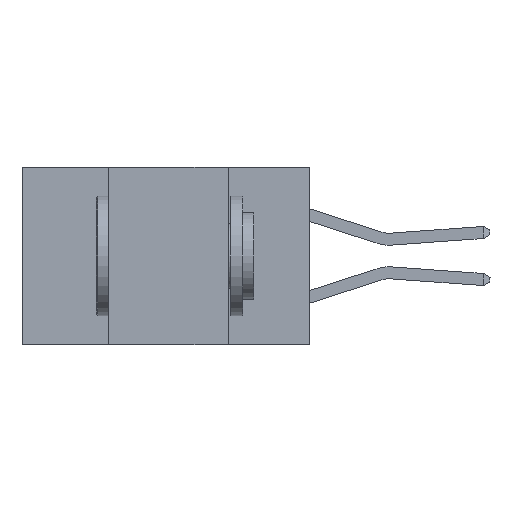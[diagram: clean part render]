
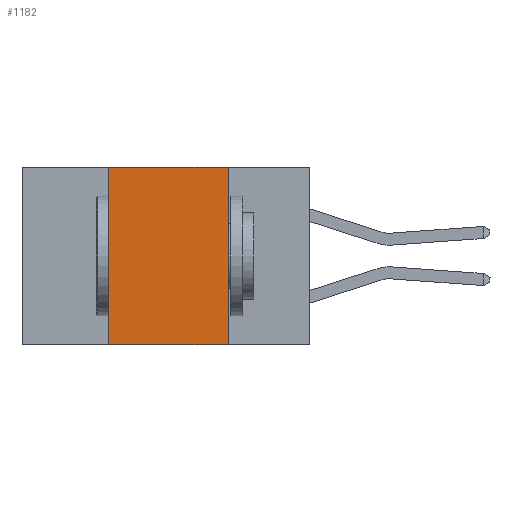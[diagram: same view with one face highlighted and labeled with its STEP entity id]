
A CAD part, left-side view. The second image highlights one B-rep face of the part: STEP entity #1182.
In plain terms, the highlighted planar face has unit normal (-1, 0, 0).
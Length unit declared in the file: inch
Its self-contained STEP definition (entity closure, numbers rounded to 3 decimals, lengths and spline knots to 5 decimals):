
#118 = ORIENTED_EDGE ( 'NONE', *, *, #6962, .F. ) ;
#187 = PLANE ( 'NONE',  #5963 ) ;
#292 = CARTESIAN_POINT ( 'NONE',  ( 0., 0.6, 0. ) ) ;
#570 = EDGE_CURVE ( 'NONE', #1425, #6051, #3373, .T. ) ;
#753 = LINE ( 'NONE', #7626, #4714 ) ;
#924 = VECTOR ( 'NONE', #3885, 39.37008 ) ;
#998 = VERTEX_POINT ( 'NONE', #9126 ) ;
#1182 = ADVANCED_FACE ( 'NONE', ( #1242 ), #187, .F. ) ;
#1242 = FACE_OUTER_BOUND ( 'NONE', #8979, .T. ) ;
#1252 = VECTOR ( 'NONE', #1537, 39.37008 ) ;
#1404 = EDGE_CURVE ( 'NONE', #998, #5171, #753, .T. ) ;
#1425 = VERTEX_POINT ( 'NONE', #5773 ) ;
#1537 = DIRECTION ( 'NONE',  ( 0., -1., 0. ) ) ;
#1544 = ORIENTED_EDGE ( 'NONE', *, *, #570, .F. ) ;
#2095 = CARTESIAN_POINT ( 'NONE',  ( 0., 0.17, 0. ) ) ;
#2319 = CARTESIAN_POINT ( 'NONE',  ( 0., 0.17, -0.37 ) ) ;
#3373 = LINE ( 'NONE', #5521, #1252 ) ;
#3885 = DIRECTION ( 'NONE',  ( 0., 0., 1. ) ) ;
#4231 = DIRECTION ( 'NONE',  ( 1., 0., 0. ) ) ;
#4714 = VECTOR ( 'NONE', #9311, 39.37008 ) ;
#4728 = ORIENTED_EDGE ( 'NONE', *, *, #5183, .F. ) ;
#5126 = VECTOR ( 'NONE', #8367, 39.37008 ) ;
#5171 = VERTEX_POINT ( 'NONE', #2319 ) ;
#5183 = EDGE_CURVE ( 'NONE', #998, #1425, #8695, .T. ) ;
#5521 = CARTESIAN_POINT ( 'NONE',  ( 0., 0.6, 0. ) ) ;
#5728 = LINE ( 'NONE', #2095, #5126 ) ;
#5773 = CARTESIAN_POINT ( 'NONE',  ( 0., 0.42, 0. ) ) ;
#5963 = AXIS2_PLACEMENT_3D ( 'NONE', #292, #4231, #8801 ) ;
#6051 = VERTEX_POINT ( 'NONE', #6122 ) ;
#6122 = CARTESIAN_POINT ( 'NONE',  ( 0., 0.17, 0. ) ) ;
#6962 = EDGE_CURVE ( 'NONE', #6051, #5171, #5728, .T. ) ;
#7626 = CARTESIAN_POINT ( 'NONE',  ( 0., 0.6, -0.37 ) ) ;
#8367 = DIRECTION ( 'NONE',  ( 0., 0., -1. ) ) ;
#8695 = LINE ( 'NONE', #9446, #924 ) ;
#8801 = DIRECTION ( 'NONE',  ( 0., 0., -1. ) ) ;
#8979 = EDGE_LOOP ( 'NONE', ( #118, #1544, #4728, #9879 ) ) ;
#9126 = CARTESIAN_POINT ( 'NONE',  ( 0., 0.42, -0.37 ) ) ;
#9311 = DIRECTION ( 'NONE',  ( 0., -1., 0. ) ) ;
#9446 = CARTESIAN_POINT ( 'NONE',  ( 0., 0.42, 0. ) ) ;
#9879 = ORIENTED_EDGE ( 'NONE', *, *, #1404, .T. ) ;
